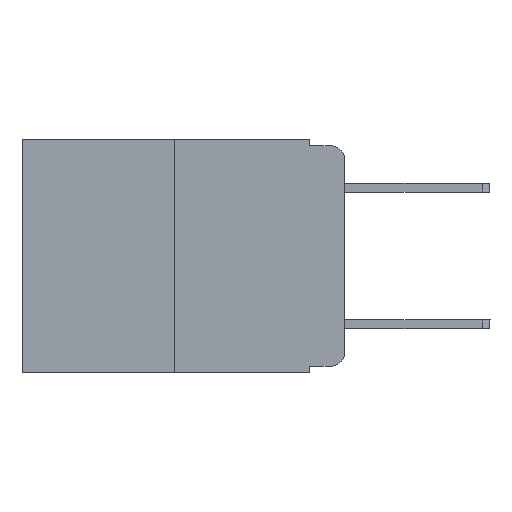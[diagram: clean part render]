
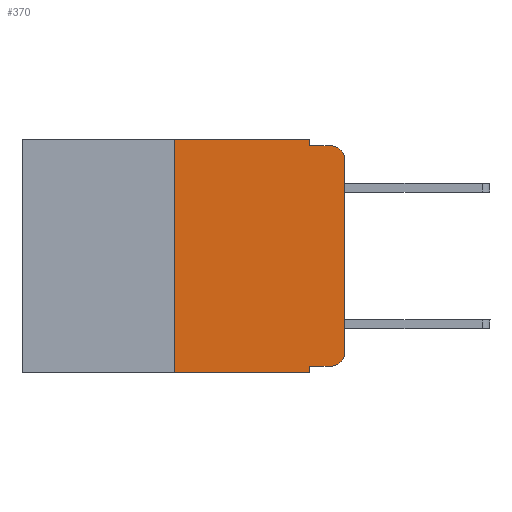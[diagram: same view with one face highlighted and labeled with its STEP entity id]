
A CAD part, left-side view. The second image highlights one B-rep face of the part: STEP entity #370.
In plain terms, the highlighted planar face has unit normal (-1, 0, 0).
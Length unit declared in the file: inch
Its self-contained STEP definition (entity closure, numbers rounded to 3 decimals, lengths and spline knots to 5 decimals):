
#370 = ADVANCED_FACE ( 'NONE', ( #7905 ), #5756, .F. ) ;
#375 = CARTESIAN_POINT ( 'NONE',  ( 0., 0.25, -0.343 ) ) ;
#407 = CARTESIAN_POINT ( 'NONE',  ( 0., 0.051, 0. ) ) ;
#514 = CARTESIAN_POINT ( 'NONE',  ( 0., 0.051, -0.01 ) ) ;
#639 = DIRECTION ( 'NONE',  ( 0., 0., -1. ) ) ;
#806 = CARTESIAN_POINT ( 'NONE',  ( 0., 0.051, 0. ) ) ;
#1242 = VERTEX_POINT ( 'NONE', #8272 ) ;
#1443 = VERTEX_POINT ( 'NONE', #10446 ) ;
#1851 = LINE ( 'NONE', #5995, #2412 ) ;
#2243 = VECTOR ( 'NONE', #2430, 39.37008 ) ;
#2296 = EDGE_CURVE ( 'NONE', #6182, #1443, #3186, .T. ) ;
#2412 = VECTOR ( 'NONE', #11544, 39.37008 ) ;
#2430 = DIRECTION ( 'NONE',  ( 0., 0., 1. ) ) ;
#2754 = ORIENTED_EDGE ( 'NONE', *, *, #8363, .F. ) ;
#2838 = LINE ( 'NONE', #8807, #2243 ) ;
#3033 = ORIENTED_EDGE ( 'NONE', *, *, #2296, .T. ) ;
#3186 = CIRCLE ( 'NONE', #4165, 0.02 ) ;
#3611 = VERTEX_POINT ( 'NONE', #11135 ) ;
#3671 = DIRECTION ( 'NONE',  ( 0., 0., -1. ) ) ;
#4165 = AXIS2_PLACEMENT_3D ( 'NONE', #10707, #11421, #5895 ) ;
#4438 = ORIENTED_EDGE ( 'NONE', *, *, #4445, .F. ) ;
#4445 = EDGE_CURVE ( 'NONE', #9560, #1242, #6799, .T. ) ;
#4462 = LINE ( 'NONE', #8792, #10450 ) ;
#4694 = DIRECTION ( 'NONE',  ( 1., 0., 0. ) ) ;
#4853 = VECTOR ( 'NONE', #6738, 39.37008 ) ;
#5125 = DIRECTION ( 'NONE',  ( 0., -1., 0. ) ) ;
#5149 = DIRECTION ( 'NONE',  ( 0., 0., -1. ) ) ;
#5516 = VECTOR ( 'NONE', #639, 39.37008 ) ;
#5586 = EDGE_CURVE ( 'NONE', #9578, #6975, #5769, .T. ) ;
#5632 = ORIENTED_EDGE ( 'NONE', *, *, #8231, .T. ) ;
#5690 = EDGE_CURVE ( 'NONE', #9524, #3611, #10898, .T. ) ;
#5756 = PLANE ( 'NONE',  #6566 ) ;
#5768 = CARTESIAN_POINT ( 'NONE',  ( 0., 0.051, -0.01 ) ) ;
#5769 = LINE ( 'NONE', #407, #10543 ) ;
#5895 = DIRECTION ( 'NONE',  ( 0., 0., -1. ) ) ;
#5995 = CARTESIAN_POINT ( 'NONE',  ( 0., 0.473, -0.343 ) ) ;
#6099 = LINE ( 'NONE', #8756, #6244 ) ;
#6182 = VERTEX_POINT ( 'NONE', #9006 ) ;
#6244 = VECTOR ( 'NONE', #5125, 39.37008 ) ;
#6566 = AXIS2_PLACEMENT_3D ( 'NONE', #6690, #4694, #7537 ) ;
#6639 = VERTEX_POINT ( 'NONE', #514 ) ;
#6690 = CARTESIAN_POINT ( 'NONE',  ( 0., 0.473, 0. ) ) ;
#6738 = DIRECTION ( 'NONE',  ( 0., -1., 0. ) ) ;
#6799 = LINE ( 'NONE', #6935, #11979 ) ;
#6935 = CARTESIAN_POINT ( 'NONE',  ( 0., 0.473, 0. ) ) ;
#6975 = VERTEX_POINT ( 'NONE', #9217 ) ;
#7537 = DIRECTION ( 'NONE',  ( 0., 0., -1. ) ) ;
#7580 = CARTESIAN_POINT ( 'NONE',  ( 0., 0.02, -0.03 ) ) ;
#7905 = FACE_OUTER_BOUND ( 'NONE', #8607, .T. ) ;
#7949 = ORIENTED_EDGE ( 'NONE', *, *, #5690, .T. ) ;
#7971 = DIRECTION ( 'NONE',  ( 0., 0., 1. ) ) ;
#8079 = LINE ( 'NONE', #5768, #4853 ) ;
#8199 = CARTESIAN_POINT ( 'NONE',  ( 0., 0.051, -0.333 ) ) ;
#8231 = EDGE_CURVE ( 'NONE', #9578, #6182, #6099, .T. ) ;
#8251 = EDGE_CURVE ( 'NONE', #8301, #6975, #1851, .T. ) ;
#8272 = CARTESIAN_POINT ( 'NONE',  ( 0., 0.051, 0. ) ) ;
#8289 = EDGE_CURVE ( 'NONE', #1443, #9524, #4462, .T. ) ;
#8301 = VERTEX_POINT ( 'NONE', #375 ) ;
#8363 = EDGE_CURVE ( 'NONE', #1242, #6639, #11860, .T. ) ;
#8462 = DIRECTION ( 'NONE',  ( -1., 0., 0. ) ) ;
#8607 = EDGE_LOOP ( 'NONE', ( #10051, #7949, #8702, #2754, #4438, #11656, #9788, #9120, #5632, #3033 ) ) ;
#8702 = ORIENTED_EDGE ( 'NONE', *, *, #11143, .F. ) ;
#8756 = CARTESIAN_POINT ( 'NONE',  ( 0., 0.051, -0.333 ) ) ;
#8792 = CARTESIAN_POINT ( 'NONE',  ( 0., 0., 0. ) ) ;
#8807 = CARTESIAN_POINT ( 'NONE',  ( 0., 0.25, 0. ) ) ;
#8809 = DIRECTION ( 'NONE',  ( 0., -1., 0. ) ) ;
#8946 = AXIS2_PLACEMENT_3D ( 'NONE', #7580, #8462, #3671 ) ;
#9006 = CARTESIAN_POINT ( 'NONE',  ( 0., 0.02, -0.333 ) ) ;
#9120 = ORIENTED_EDGE ( 'NONE', *, *, #5586, .F. ) ;
#9163 = EDGE_CURVE ( 'NONE', #8301, #9560, #2838, .T. ) ;
#9217 = CARTESIAN_POINT ( 'NONE',  ( 0., 0.051, -0.343 ) ) ;
#9524 = VERTEX_POINT ( 'NONE', #10935 ) ;
#9560 = VERTEX_POINT ( 'NONE', #10888 ) ;
#9578 = VERTEX_POINT ( 'NONE', #8199 ) ;
#9788 = ORIENTED_EDGE ( 'NONE', *, *, #8251, .T. ) ;
#10051 = ORIENTED_EDGE ( 'NONE', *, *, #8289, .T. ) ;
#10446 = CARTESIAN_POINT ( 'NONE',  ( 0., 0., -0.313 ) ) ;
#10450 = VECTOR ( 'NONE', #7971, 39.37008 ) ;
#10543 = VECTOR ( 'NONE', #5149, 39.37008 ) ;
#10707 = CARTESIAN_POINT ( 'NONE',  ( 0., 0.02, -0.313 ) ) ;
#10888 = CARTESIAN_POINT ( 'NONE',  ( 0., 0.25, 0. ) ) ;
#10898 = CIRCLE ( 'NONE', #8946, 0.02 ) ;
#10935 = CARTESIAN_POINT ( 'NONE',  ( 0., 0., -0.03 ) ) ;
#11135 = CARTESIAN_POINT ( 'NONE',  ( 0., 0.02, -0.01 ) ) ;
#11143 = EDGE_CURVE ( 'NONE', #6639, #3611, #8079, .T. ) ;
#11421 = DIRECTION ( 'NONE',  ( -1., 0., 0. ) ) ;
#11544 = DIRECTION ( 'NONE',  ( 0., -1., 0. ) ) ;
#11656 = ORIENTED_EDGE ( 'NONE', *, *, #9163, .F. ) ;
#11860 = LINE ( 'NONE', #806, #5516 ) ;
#11979 = VECTOR ( 'NONE', #8809, 39.37008 ) ;
